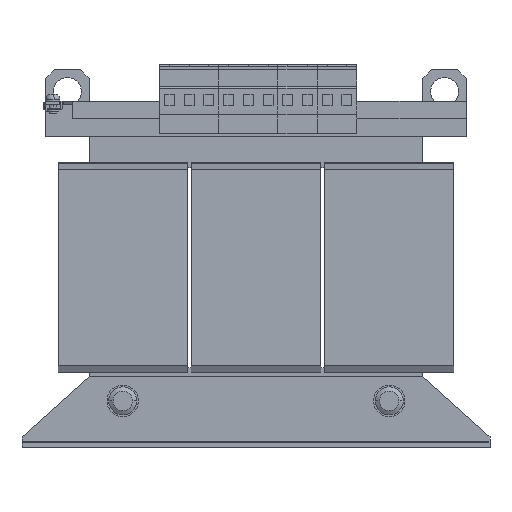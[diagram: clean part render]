
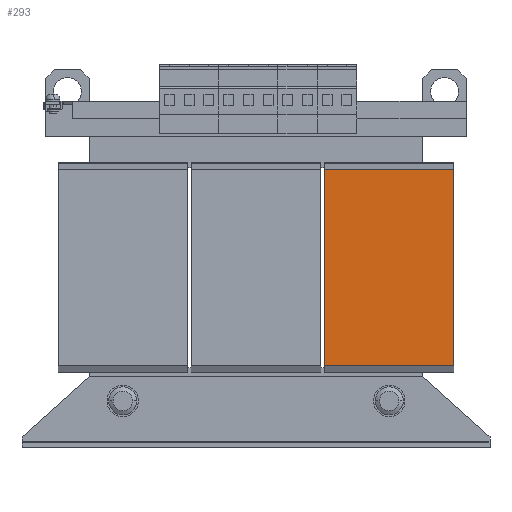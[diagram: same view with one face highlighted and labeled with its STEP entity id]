
A CAD part, top view. The second image highlights one B-rep face of the part: STEP entity #293.
In plain terms, the highlighted planar face has unit normal (0, 0, 1).
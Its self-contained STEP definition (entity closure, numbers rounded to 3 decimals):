
#293 = ADVANCED_FACE ( 'Defeature ausgef�hrt3_48', ( #17073 ), #13724, .F. ) ;
#300 = CARTESIAN_POINT ( 'NONE',  ( 112.9, 56., 40.1 ) ) ;
#301 = CARTESIAN_POINT ( 'NONE',  ( 112.9, 56., 40.1 ) ) ;
#1181 = CARTESIAN_POINT ( 'NONE',  ( 39.1, 56., 40.1 ) ) ;
#1964 = LINE ( 'NONE', #4933, #3029 ) ;
#3029 = VECTOR ( 'NONE', #18006, 1000. ) ;
#3179 = ORIENTED_EDGE ( 'NONE', *, *, #14411, .F. ) ;
#3417 = VERTEX_POINT ( 'NONE', #13926 ) ;
#4116 = CARTESIAN_POINT ( 'NONE',  ( 112.9, 56., 40.1 ) ) ;
#4872 = VECTOR ( 'NONE', #14189, 1000. ) ;
#4933 = CARTESIAN_POINT ( 'NONE',  ( 112.9, -56., 40.1 ) ) ;
#5192 = ORIENTED_EDGE ( 'NONE', *, *, #15727, .F. ) ;
#5594 = EDGE_CURVE ( 'Defeature ausgef�hrt3_48+Defeature ausgef�hrt3_47+Defeature ausgef�hrt3_56+Defeature ausgef�hrt3_57', #13024, #8935, #17977, .T. ) ;
#6136 = AXIS2_PLACEMENT_3D ( 'NONE', #4116, #8277, #18002 ) ;
#6400 = ORIENTED_EDGE ( 'NONE', *, *, #5594, .T. ) ;
#6820 = ORIENTED_EDGE ( 'NONE', *, *, #17983, .T. ) ;
#7543 = CARTESIAN_POINT ( 'NONE',  ( 112.9, -56., 40.1 ) ) ;
#8277 = DIRECTION ( 'NONE',  ( 0., 0., -1. ) ) ;
#8935 = VERTEX_POINT ( 'NONE', #1181 ) ;
#9563 = EDGE_LOOP ( 'NONE', ( #6820, #5192, #3179, #6400 ) ) ;
#10333 = DIRECTION ( 'NONE',  ( 0., -1., 0. ) ) ;
#10477 = LINE ( 'NONE', #300, #4872 ) ;
#11129 = CARTESIAN_POINT ( 'NONE',  ( 112.9, 56., 40.1 ) ) ;
#11228 = VECTOR ( 'NONE', #11629, 1000. ) ;
#11629 = DIRECTION ( 'NONE',  ( -1., 0., 0. ) ) ;
#13024 = VERTEX_POINT ( 'NONE', #11129 ) ;
#13724 = PLANE ( 'NONE',  #6136 ) ;
#13926 = CARTESIAN_POINT ( 'NONE',  ( 39.1, -56., 40.1 ) ) ;
#14189 = DIRECTION ( 'NONE',  ( 0., -1., 0. ) ) ;
#14206 = LINE ( 'NONE', #14415, #15071 ) ;
#14411 = EDGE_CURVE ( 'Defeature ausgef�hrt3_56+Defeature ausgef�hrt3_48+Defeature ausgef�hrt3_47+Defeature ausgef�hrt3_49', #13024, #15600, #10477, .T. ) ;
#14415 = CARTESIAN_POINT ( 'NONE',  ( 39.1, 56., 40.1 ) ) ;
#15071 = VECTOR ( 'NONE', #10333, 1000. ) ;
#15600 = VERTEX_POINT ( 'NONE', #7543 ) ;
#15727 = EDGE_CURVE ( 'Defeature ausgef�hrt3_49+Defeature ausgef�hrt3_48+Defeature ausgef�hrt3_56+Defeature ausgef�hrt3_57', #15600, #3417, #1964, .T. ) ;
#17073 = FACE_OUTER_BOUND ( 'NONE', #9563, .T. ) ;
#17977 = LINE ( 'NONE', #301, #11228 ) ;
#17983 = EDGE_CURVE ( 'Defeature ausgef�hrt3_48+Defeature ausgef�hrt3_57+Defeature ausgef�hrt3_47+Defeature ausgef�hrt3_49', #8935, #3417, #14206, .T. ) ;
#18002 = DIRECTION ( 'NONE',  ( -1., 0., 0. ) ) ;
#18006 = DIRECTION ( 'NONE',  ( -1., 0., 0. ) ) ;
